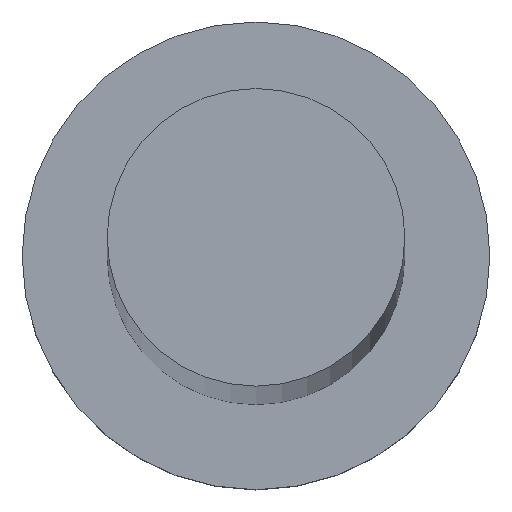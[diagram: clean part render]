
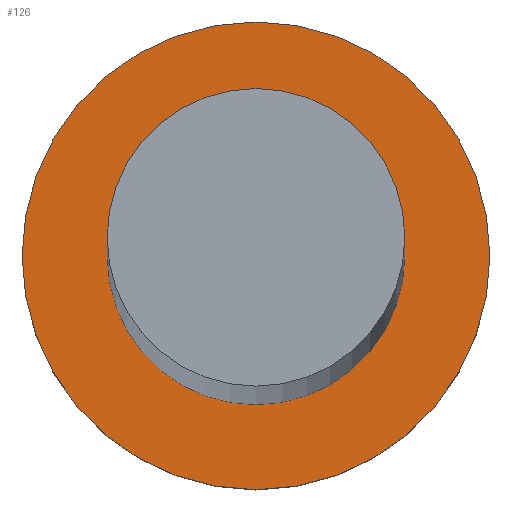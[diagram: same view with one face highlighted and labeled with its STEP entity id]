
A CAD part, top view. The second image highlights one B-rep face of the part: STEP entity #126.
In plain terms, the highlighted planar face has unit normal (0, 0, 1).
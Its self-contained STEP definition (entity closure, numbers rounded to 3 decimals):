
#4 = DIRECTION ( 'NONE',  ( 1., 0., 0. ) ) ;
#6 = DIRECTION ( 'NONE',  ( 1., 0., 0. ) ) ;
#10 = EDGE_LOOP ( 'NONE', ( #52, #170 ) ) ;
#13 = VERTEX_POINT ( 'NONE', #157 ) ;
#14 = CARTESIAN_POINT ( 'NONE',  ( 0., 0., 7. ) ) ;
#32 = DIRECTION ( 'NONE',  ( 0., 0., 1. ) ) ;
#34 = DIRECTION ( 'NONE',  ( 1., 0., 0. ) ) ;
#37 = DIRECTION ( 'NONE',  ( 0., 0., 1. ) ) ;
#41 = EDGE_CURVE ( 'NONE', #13, #209, #174, .T. ) ;
#45 = VERTEX_POINT ( 'NONE', #255 ) ;
#48 = AXIS2_PLACEMENT_3D ( 'NONE', #14, #37, #34 ) ;
#49 = CIRCLE ( 'NONE', #199, 7. ) ;
#52 = ORIENTED_EDGE ( 'NONE', *, *, #215, .T. ) ;
#55 = CARTESIAN_POINT ( 'NONE',  ( 0., 0., 7. ) ) ;
#56 = FACE_BOUND ( 'NONE', #90, .T. ) ;
#58 = AXIS2_PLACEMENT_3D ( 'NONE', #133, #138, #213 ) ;
#68 = ORIENTED_EDGE ( 'NONE', *, *, #41, .F. ) ;
#73 = EDGE_CURVE ( 'NONE', #45, #175, #152, .T. ) ;
#78 = FACE_OUTER_BOUND ( 'NONE', #10, .T. ) ;
#90 = EDGE_LOOP ( 'NONE', ( #132, #68 ) ) ;
#103 = DIRECTION ( 'NONE',  ( 0., 0., 1. ) ) ;
#122 = CARTESIAN_POINT ( 'NONE',  ( -11., 0., 7. ) ) ;
#126 = ADVANCED_FACE ( 'NONE', ( #56, #78 ), #158, .T. ) ;
#127 = CARTESIAN_POINT ( 'NONE',  ( 0., 0., 7. ) ) ;
#132 = ORIENTED_EDGE ( 'NONE', *, *, #203, .F. ) ;
#133 = CARTESIAN_POINT ( 'NONE',  ( 0., 0., 7. ) ) ;
#138 = DIRECTION ( 'NONE',  ( 0., 0., 1. ) ) ;
#146 = CARTESIAN_POINT ( 'NONE',  ( -7., 0., 7. ) ) ;
#152 = CIRCLE ( 'NONE', #48, 11. ) ;
#157 = CARTESIAN_POINT ( 'NONE',  ( 7., 0., 7. ) ) ;
#158 = PLANE ( 'NONE',  #58 ) ;
#166 = DIRECTION ( 'NONE',  ( 0., 0., 1. ) ) ;
#170 = ORIENTED_EDGE ( 'NONE', *, *, #73, .T. ) ;
#174 = CIRCLE ( 'NONE', #238, 7. ) ;
#175 = VERTEX_POINT ( 'NONE', #122 ) ;
#194 = DIRECTION ( 'NONE',  ( 1., 0., 0. ) ) ;
#199 = AXIS2_PLACEMENT_3D ( 'NONE', #127, #103, #6 ) ;
#203 = EDGE_CURVE ( 'NONE', #209, #13, #49, .T. ) ;
#209 = VERTEX_POINT ( 'NONE', #146 ) ;
#213 = DIRECTION ( 'NONE',  ( 1., 0., 0. ) ) ;
#215 = EDGE_CURVE ( 'NONE', #175, #45, #220, .T. ) ;
#218 = CARTESIAN_POINT ( 'NONE',  ( 0., 0., 7. ) ) ;
#220 = CIRCLE ( 'NONE', #240, 11. ) ;
#238 = AXIS2_PLACEMENT_3D ( 'NONE', #55, #32, #194 ) ;
#240 = AXIS2_PLACEMENT_3D ( 'NONE', #218, #166, #4 ) ;
#255 = CARTESIAN_POINT ( 'NONE',  ( 11., 0., 7. ) ) ;
